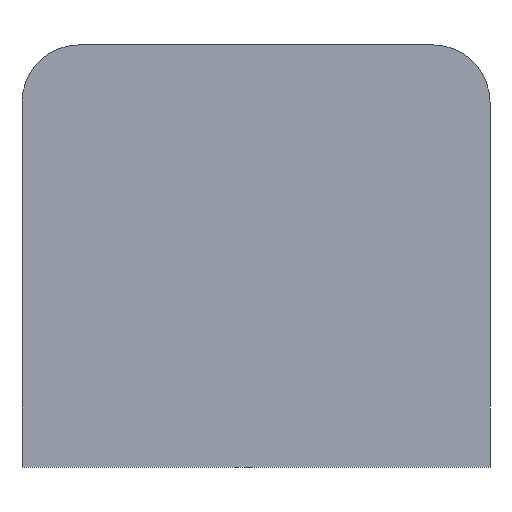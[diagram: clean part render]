
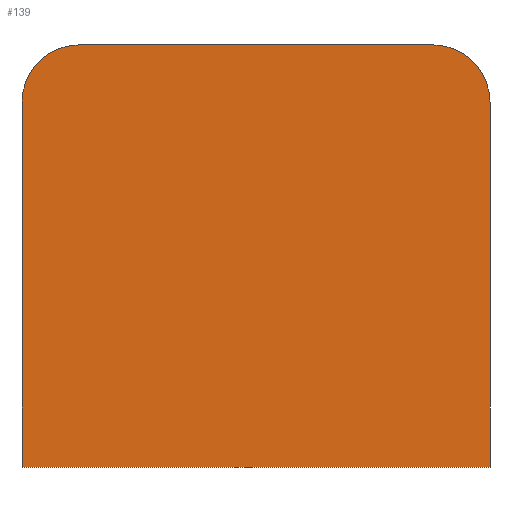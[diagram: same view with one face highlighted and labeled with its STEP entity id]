
A CAD part, front view. The second image highlights one B-rep face of the part: STEP entity #139.
In plain terms, the highlighted planar face has unit normal (0, -1, 0).
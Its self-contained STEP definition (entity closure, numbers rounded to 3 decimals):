
#16=PLANE('',#163);
#23=FACE_OUTER_BOUND('',#31,.T.);
#31=EDGE_LOOP('',(#107,#108,#109,#110,#111,#112));
#39=LINE('',#223,#53);
#42=LINE('',#229,#56);
#43=LINE('',#231,#57);
#44=LINE('',#233,#58);
#53=VECTOR('',#183,10.);
#56=VECTOR('',#188,10.);
#57=VECTOR('',#189,10.);
#58=VECTOR('',#190,10.);
#66=CIRCLE('',#161,5.5);
#67=CIRCLE('',#164,5.5);
#71=VERTEX_POINT('',#216);
#72=VERTEX_POINT('',#218);
#73=VERTEX_POINT('',#222);
#75=VERTEX_POINT('',#228);
#76=VERTEX_POINT('',#230);
#77=VERTEX_POINT('',#232);
#83=EDGE_CURVE('',#71,#72,#66,.T.);
#85=EDGE_CURVE('',#72,#73,#39,.T.);
#88=EDGE_CURVE('',#75,#71,#42,.T.);
#89=EDGE_CURVE('',#76,#75,#43,.T.);
#90=EDGE_CURVE('',#76,#77,#44,.T.);
#91=EDGE_CURVE('',#73,#77,#67,.T.);
#107=ORIENTED_EDGE('',*,*,#83,.F.);
#108=ORIENTED_EDGE('',*,*,#88,.F.);
#109=ORIENTED_EDGE('',*,*,#89,.F.);
#110=ORIENTED_EDGE('',*,*,#90,.T.);
#111=ORIENTED_EDGE('',*,*,#91,.F.);
#112=ORIENTED_EDGE('',*,*,#85,.F.);
#139=ADVANCED_FACE('',(#23),#16,.T.);
#161=AXIS2_PLACEMENT_3D('',#219,#178,#179);
#163=AXIS2_PLACEMENT_3D('',#227,#186,#187);
#164=AXIS2_PLACEMENT_3D('',#234,#191,#192);
#178=DIRECTION('center_axis',(0.,1.,0.));
#179=DIRECTION('ref_axis',(-0.707,0.,0.707));
#183=DIRECTION('',(1.,0.,0.));
#186=DIRECTION('center_axis',(0.,-1.,0.));
#187=DIRECTION('ref_axis',(1.,0.,0.));
#188=DIRECTION('',(0.,0.,1.));
#189=DIRECTION('',(-1.,0.,0.));
#190=DIRECTION('',(0.,0.,1.));
#191=DIRECTION('center_axis',(0.,1.,0.));
#192=DIRECTION('ref_axis',(0.707,0.,0.707));
#216=CARTESIAN_POINT('',(24.199,34.423,30.387));
#218=CARTESIAN_POINT('',(29.699,34.423,35.887));
#219=CARTESIAN_POINT('Origin',(29.699,34.423,30.387));
#222=CARTESIAN_POINT('',(63.581,34.423,35.887));
#223=CARTESIAN_POINT('',(56.311,34.423,35.887));
#227=CARTESIAN_POINT('Origin',(27.199,34.423,-1.613));
#228=CARTESIAN_POINT('',(24.199,34.423,-4.613));
#229=CARTESIAN_POINT('',(24.199,34.423,24.262));
#230=CARTESIAN_POINT('',(69.081,34.423,-4.613));
#231=CARTESIAN_POINT('',(36.92,34.423,-4.613));
#232=CARTESIAN_POINT('',(69.081,34.423,30.387));
#233=CARTESIAN_POINT('',(69.081,34.423,-3.113));
#234=CARTESIAN_POINT('Origin',(63.581,34.423,30.387));
